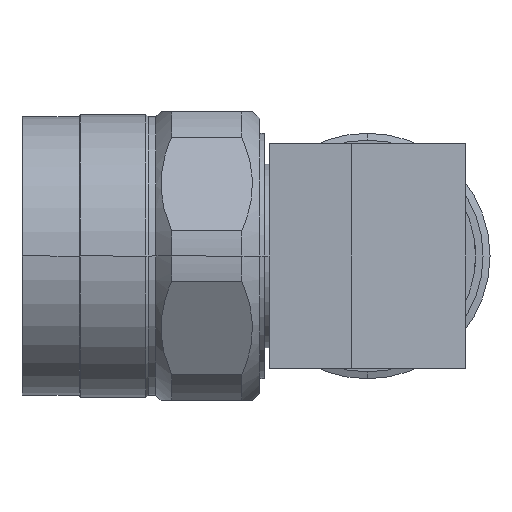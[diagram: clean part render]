
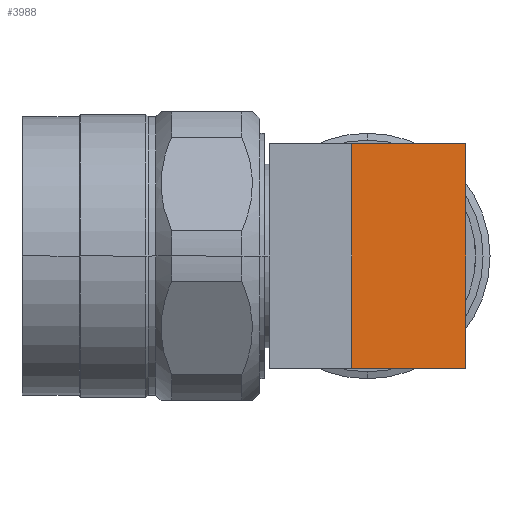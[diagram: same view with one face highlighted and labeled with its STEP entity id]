
A CAD part, left-side view. The second image highlights one B-rep face of the part: STEP entity #3988.
In plain terms, the highlighted planar face has unit normal (-0.707, -0.707, 0).
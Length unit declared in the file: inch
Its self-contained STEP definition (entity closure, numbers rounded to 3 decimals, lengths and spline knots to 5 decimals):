
#10 = LINE ( 'NONE', #421, #251 ) ;
#40 = VECTOR ( 'NONE', #673, 39.37008 ) ;
#251 = VECTOR ( 'NONE', #3916, 39.37008 ) ;
#421 = CARTESIAN_POINT ( 'NONE',  ( 0.044, -1.24542, 0.3145 ) ) ;
#579 = EDGE_CURVE ( 'NONE', #3309, #2979, #1019, .T. ) ;
#662 = DIRECTION ( 'NONE',  ( 0., 0., -1. ) ) ;
#673 = DIRECTION ( 'NONE',  ( 0., 0., 1. ) ) ;
#714 = PLANE ( 'NONE',  #2324 ) ;
#1019 = LINE ( 'NONE', #2107, #40 ) ;
#1030 = CARTESIAN_POINT ( 'NONE',  ( 0.044, -1.24542, 0.3145 ) ) ;
#1293 = VECTOR ( 'NONE', #1737, 39.37008 ) ;
#1339 = VECTOR ( 'NONE', #1681, 39.37008 ) ;
#1681 = DIRECTION ( 'NONE',  ( 0.707, -0.707, 0. ) ) ;
#1737 = DIRECTION ( 'NONE',  ( -0.707, 0.707, 0. ) ) ;
#1938 = EDGE_CURVE ( 'NONE', #2552, #3309, #3500, .T. ) ;
#2036 = ORIENTED_EDGE ( 'NONE', *, *, #579, .F. ) ;
#2047 = LINE ( 'NONE', #3390, #1339 ) ;
#2107 = CARTESIAN_POINT ( 'NONE',  ( -0.276, -0.92542, 0.3145 ) ) ;
#2223 = EDGE_CURVE ( 'NONE', #2979, #3612, #2047, .T. ) ;
#2324 = AXIS2_PLACEMENT_3D ( 'NONE', #1030, #4191, #662 ) ;
#2552 = VERTEX_POINT ( 'NONE', #4411 ) ;
#2648 = ORIENTED_EDGE ( 'NONE', *, *, #1938, .F. ) ;
#2979 = VERTEX_POINT ( 'NONE', #3330 ) ;
#3141 = FACE_OUTER_BOUND ( 'NONE', #3176, .T. ) ;
#3176 = EDGE_LOOP ( 'NONE', ( #3287, #2036, #2648, #3659 ) ) ;
#3194 = CARTESIAN_POINT ( 'NONE',  ( -0.276, -0.92542, -0.3145 ) ) ;
#3287 = ORIENTED_EDGE ( 'NONE', *, *, #2223, .F. ) ;
#3309 = VERTEX_POINT ( 'NONE', #3194 ) ;
#3330 = CARTESIAN_POINT ( 'NONE',  ( -0.276, -0.92542, 0.3145 ) ) ;
#3390 = CARTESIAN_POINT ( 'NONE',  ( 0.044, -1.24542, 0.3145 ) ) ;
#3477 = CARTESIAN_POINT ( 'NONE',  ( -0.60071, -0.60071, -0.3145 ) ) ;
#3500 = LINE ( 'NONE', #3477, #1293 ) ;
#3612 = VERTEX_POINT ( 'NONE', #4306 ) ;
#3659 = ORIENTED_EDGE ( 'NONE', *, *, #4374, .F. ) ;
#3916 = DIRECTION ( 'NONE',  ( 0., 0., -1. ) ) ;
#3988 = ADVANCED_FACE ( 'NONE', ( #3141 ), #714, .F. ) ;
#4191 = DIRECTION ( 'NONE',  ( 0.707, 0.707, 0. ) ) ;
#4306 = CARTESIAN_POINT ( 'NONE',  ( 0.044, -1.24542, 0.3145 ) ) ;
#4374 = EDGE_CURVE ( 'NONE', #3612, #2552, #10, .T. ) ;
#4411 = CARTESIAN_POINT ( 'NONE',  ( 0.044, -1.24542, -0.3145 ) ) ;
